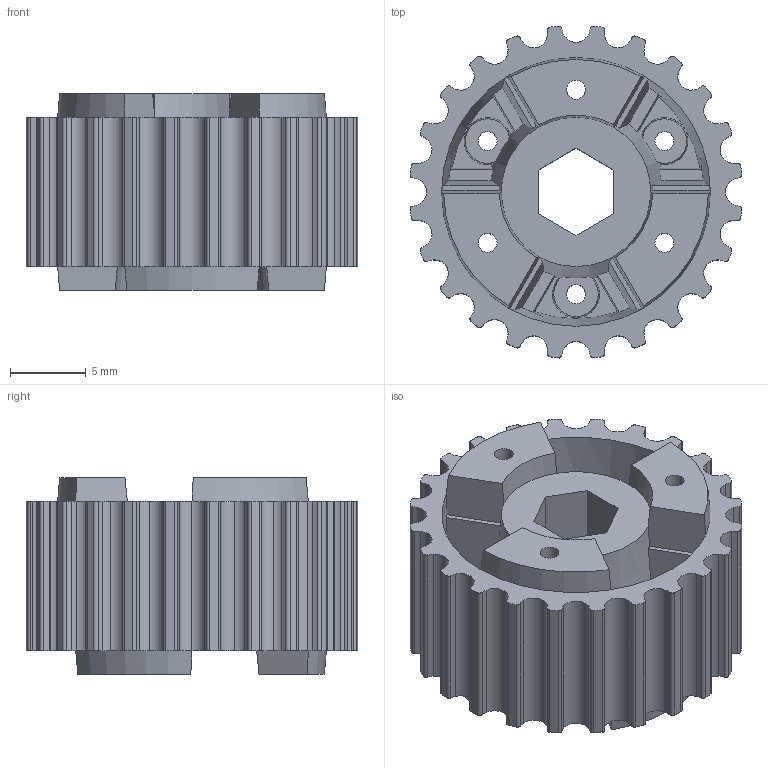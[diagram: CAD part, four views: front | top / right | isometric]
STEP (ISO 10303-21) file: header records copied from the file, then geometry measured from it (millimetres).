
FILE_DESCRIPTION (( 'STEP AP203' ), '1' );
FILE_NAME ('REV-41-1670.STEP', '2019-08-01T23:57:43', ( '' ), ( '' ), 'SwSTEP 2.0', 'SolidWorks 2018', '' );
FILE_SCHEMA (( 'CONFIG_CONTROL_DESIGN' ));
Length unit declared in the file: millimetre
Products named in the file (1): REV-41-1670
Bounding box: 21.94 x 21.94 x 13 mm (x, y, z)
Volume: 2259.9 mm3; surface area: 3112.8 mm2
Topology: 1 solids, 1 shells, 320 faces, 924 edges, 608 vertices
Faces by surface type: cylinder 197, plane 88, cone 35
Entity records: 10993 total; most frequent: CARTESIAN_POINT 2291, DIRECTION 1928, ORIENTED_EDGE 1848, EDGE_CURVE 924, AXIS2_PLACEMENT_3D 827, VERTEX_POINT 608, CIRCLE 506, EDGE_LOOP 336
